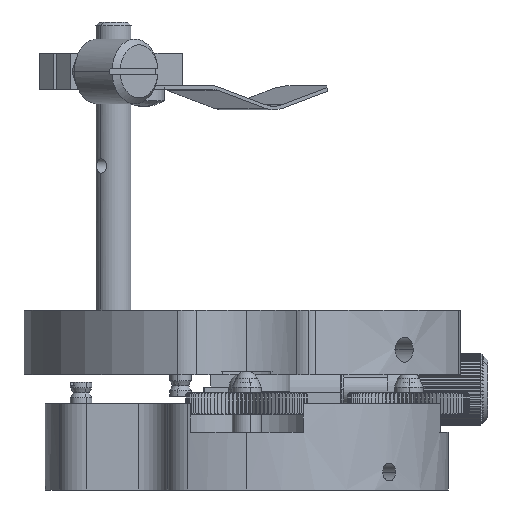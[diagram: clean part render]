
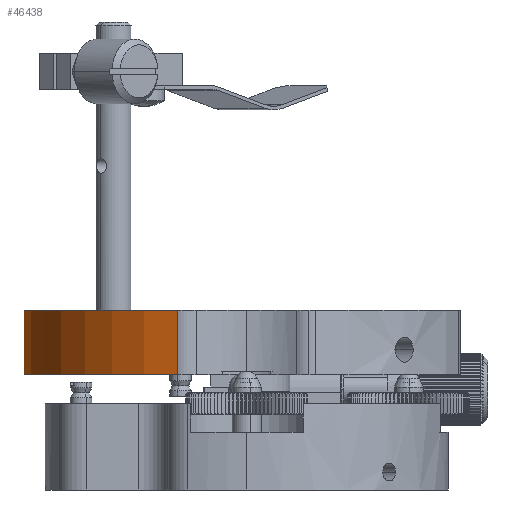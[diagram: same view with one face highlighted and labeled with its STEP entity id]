
A CAD part, left-side view. The second image highlights one B-rep face of the part: STEP entity #46438.
In plain terms, the highlighted cylindrical face has radius 31 mm (diameter 62 mm), a partial arc.
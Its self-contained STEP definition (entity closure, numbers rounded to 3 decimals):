
#1240 = CYLINDRICAL_SURFACE ( 'NONE', #7408, 31. ) ;
#1692 = VECTOR ( 'NONE', #34159, 1000. ) ;
#3002 = AXIS2_PLACEMENT_3D ( 'NONE', #27122, #4144, #40043 ) ;
#3172 = AXIS2_PLACEMENT_3D ( 'NONE', #42767, #3407, #30155 ) ;
#3407 = DIRECTION ( 'NONE',  ( 0., 0., -1. ) ) ;
#4144 = DIRECTION ( 'NONE',  ( 0., 0., 1. ) ) ;
#4523 = VERTEX_POINT ( 'NONE', #34099 ) ;
#5857 = DIRECTION ( 'NONE',  ( 0., 0., 1. ) ) ;
#7408 = AXIS2_PLACEMENT_3D ( 'NONE', #54345, #5857, #32576 ) ;
#8769 = VERTEX_POINT ( 'NONE', #23542 ) ;
#9152 = ORIENTED_EDGE ( 'NONE', *, *, #42693, .T. ) ;
#9570 = VECTOR ( 'NONE', #39985, 1000. ) ;
#18585 = ORIENTED_EDGE ( 'NONE', *, *, #50293, .T. ) ;
#23542 = CARTESIAN_POINT ( 'NONE',  ( -35.028, 6.559, 8.25 ) ) ;
#24937 = CARTESIAN_POINT ( 'NONE',  ( -35.028, 6.559, 4.25 ) ) ;
#27122 = CARTESIAN_POINT ( 'NONE',  ( -5.541, -3.009, 8.25 ) ) ;
#30155 = DIRECTION ( 'NONE',  ( -1., 0., 0. ) ) ;
#30262 = CARTESIAN_POINT ( 'NONE',  ( 25.459, -3.009, 4.25 ) ) ;
#30543 = LINE ( 'NONE', #30262, #9570 ) ;
#32576 = DIRECTION ( 'NONE',  ( 1., 0., 0. ) ) ;
#33609 = EDGE_CURVE ( 'NONE', #36269, #8769, #45204, .T. ) ;
#34099 = CARTESIAN_POINT ( 'NONE',  ( 25.459, -3.009, 17.25 ) ) ;
#34159 = DIRECTION ( 'NONE',  ( 0., 0., 1. ) ) ;
#35134 = EDGE_LOOP ( 'NONE', ( #36344, #37497, #9152, #18585 ) ) ;
#35289 = EDGE_CURVE ( 'NONE', #36269, #4523, #30543, .T. ) ;
#36269 = VERTEX_POINT ( 'NONE', #54605 ) ;
#36344 = ORIENTED_EDGE ( 'NONE', *, *, #35289, .F. ) ;
#37497 = ORIENTED_EDGE ( 'NONE', *, *, #33609, .T. ) ;
#39985 = DIRECTION ( 'NONE',  ( 0., 0., 1. ) ) ;
#40043 = DIRECTION ( 'NONE',  ( -1., 0., 0. ) ) ;
#42693 = EDGE_CURVE ( 'NONE', #8769, #46230, #55902, .T. ) ;
#42767 = CARTESIAN_POINT ( 'NONE',  ( -5.541, -3.009, 17.25 ) ) ;
#43532 = CIRCLE ( 'NONE', #3172, 31. ) ;
#45204 = CIRCLE ( 'NONE', #3002, 31. ) ;
#46230 = VERTEX_POINT ( 'NONE', #51808 ) ;
#46438 = ADVANCED_FACE ( 'NONE', ( #54624 ), #1240, .T. ) ;
#50293 = EDGE_CURVE ( 'NONE', #46230, #4523, #43532, .T. ) ;
#51808 = CARTESIAN_POINT ( 'NONE',  ( -35.028, 6.559, 17.25 ) ) ;
#54345 = CARTESIAN_POINT ( 'NONE',  ( -5.541, -3.009, 4.25 ) ) ;
#54605 = CARTESIAN_POINT ( 'NONE',  ( 25.459, -3.009, 8.25 ) ) ;
#54624 = FACE_OUTER_BOUND ( 'NONE', #35134, .T. ) ;
#55902 = LINE ( 'NONE', #24937, #1692 ) ;
